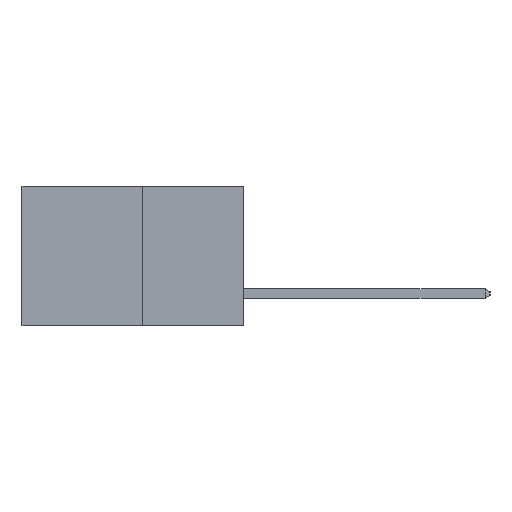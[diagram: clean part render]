
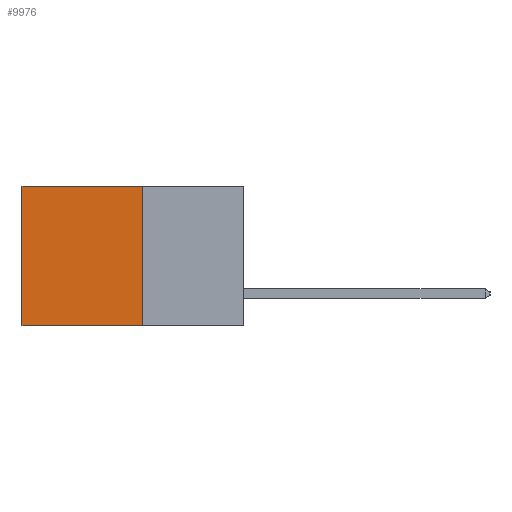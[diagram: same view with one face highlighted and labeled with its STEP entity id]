
A CAD part, left-side view. The second image highlights one B-rep face of the part: STEP entity #9976.
In plain terms, the highlighted planar face has unit normal (-1, 0, 0).
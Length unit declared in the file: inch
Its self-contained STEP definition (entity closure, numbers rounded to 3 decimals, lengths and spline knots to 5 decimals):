
#39 = ORIENTED_EDGE ( 'NONE', *, *, #9649, .F. ) ;
#156 = EDGE_CURVE ( 'NONE', #5388, #9893, #1664, .T. ) ;
#437 = FACE_OUTER_BOUND ( 'NONE', #7800, .T. ) ;
#593 = CARTESIAN_POINT ( 'NONE',  ( 0.277, 0.27, -0.37 ) ) ;
#792 = VECTOR ( 'NONE', #10960, 39.37008 ) ;
#1425 = EDGE_CURVE ( 'NONE', #4194, #2240, #7869, .T. ) ;
#1664 = LINE ( 'NONE', #3745, #792 ) ;
#1674 = ORIENTED_EDGE ( 'NONE', *, *, #156, .T. ) ;
#2240 = VERTEX_POINT ( 'NONE', #593 ) ;
#2540 = ORIENTED_EDGE ( 'NONE', *, *, #1425, .F. ) ;
#2798 = PLANE ( 'NONE',  #9051 ) ;
#3377 = CARTESIAN_POINT ( 'NONE',  ( 0.277, 0.27, -0.37 ) ) ;
#3409 = DIRECTION ( 'NONE',  ( 0., 1., 0. ) ) ;
#3603 = LINE ( 'NONE', #10833, #5721 ) ;
#3711 = DIRECTION ( 'NONE',  ( 1., 0., 0. ) ) ;
#3745 = CARTESIAN_POINT ( 'NONE',  ( 0.277, 0.59, -0.37 ) ) ;
#4194 = VERTEX_POINT ( 'NONE', #9509 ) ;
#4720 = CARTESIAN_POINT ( 'NONE',  ( 0.277, 0.27, 0. ) ) ;
#5388 = VERTEX_POINT ( 'NONE', #7631 ) ;
#5680 = VECTOR ( 'NONE', #7938, 39.37008 ) ;
#5721 = VECTOR ( 'NONE', #6854, 39.37008 ) ;
#6854 = DIRECTION ( 'NONE',  ( 0., 1., 0. ) ) ;
#7533 = LINE ( 'NONE', #4720, #9452 ) ;
#7631 = CARTESIAN_POINT ( 'NONE',  ( 0.277, 0.59, 0. ) ) ;
#7800 = EDGE_LOOP ( 'NONE', ( #1674, #39, #2540, #9347 ) ) ;
#7869 = LINE ( 'NONE', #3377, #5680 ) ;
#7881 = CARTESIAN_POINT ( 'NONE',  ( 0.277, 0.59, -0.37 ) ) ;
#7938 = DIRECTION ( 'NONE',  ( 0., 0., -1. ) ) ;
#8041 = EDGE_CURVE ( 'NONE', #4194, #5388, #7533, .T. ) ;
#8815 = CARTESIAN_POINT ( 'NONE',  ( 0.277, 0.27, -0.37 ) ) ;
#9051 = AXIS2_PLACEMENT_3D ( 'NONE', #8815, #3711, #9595 ) ;
#9347 = ORIENTED_EDGE ( 'NONE', *, *, #8041, .T. ) ;
#9452 = VECTOR ( 'NONE', #3409, 39.37008 ) ;
#9509 = CARTESIAN_POINT ( 'NONE',  ( 0.277, 0.27, 0. ) ) ;
#9595 = DIRECTION ( 'NONE',  ( 0., 0., -1. ) ) ;
#9649 = EDGE_CURVE ( 'NONE', #2240, #9893, #3603, .T. ) ;
#9893 = VERTEX_POINT ( 'NONE', #7881 ) ;
#9976 = ADVANCED_FACE ( 'NONE', ( #437 ), #2798, .F. ) ;
#10833 = CARTESIAN_POINT ( 'NONE',  ( 0.277, 0.27, -0.37 ) ) ;
#10960 = DIRECTION ( 'NONE',  ( 0., 0., -1. ) ) ;
